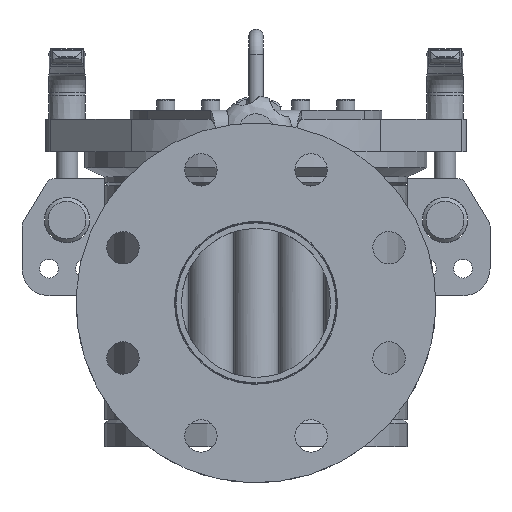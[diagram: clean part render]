
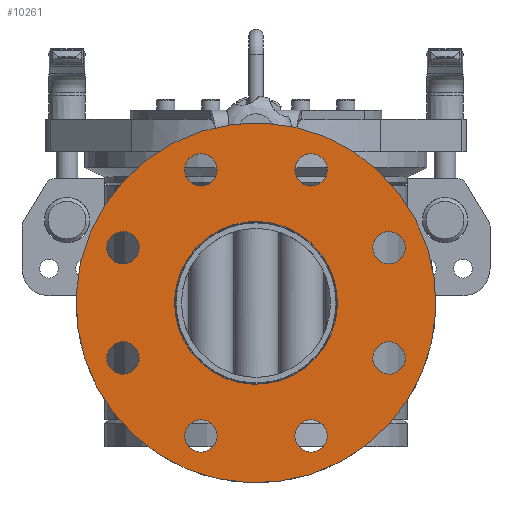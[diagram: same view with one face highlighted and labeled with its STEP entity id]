
A CAD part, front view. The second image highlights one B-rep face of the part: STEP entity #10261.
In plain terms, the highlighted planar face has unit normal (0, -1, 0).
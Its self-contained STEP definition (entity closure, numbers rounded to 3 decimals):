
#246=PLANE('',#10947);
#496=CIRCLE('',#10918,9.);
#498=CIRCLE('',#10921,9.);
#500=CIRCLE('',#10924,9.);
#502=CIRCLE('',#10927,9.);
#504=CIRCLE('',#10930,9.);
#506=CIRCLE('',#10933,9.);
#508=CIRCLE('',#10936,9.);
#510=CIRCLE('',#10939,9.);
#513=CIRCLE('',#10943,45.25);
#514=CIRCLE('',#10945,100.);
#2225=FACE_BOUND('',#3002,.T.);
#2226=FACE_BOUND('',#3003,.T.);
#2227=FACE_BOUND('',#3004,.T.);
#2228=FACE_BOUND('',#3005,.T.);
#2229=FACE_BOUND('',#3006,.T.);
#2230=FACE_BOUND('',#3007,.T.);
#2231=FACE_BOUND('',#3008,.T.);
#2232=FACE_BOUND('',#3009,.T.);
#2233=FACE_BOUND('',#3010,.T.);
#2382=FACE_OUTER_BOUND('',#3001,.T.);
#3001=EDGE_LOOP('',(#6585));
#3002=EDGE_LOOP('',(#6586));
#3003=EDGE_LOOP('',(#6587));
#3004=EDGE_LOOP('',(#6588));
#3005=EDGE_LOOP('',(#6589));
#3006=EDGE_LOOP('',(#6590));
#3007=EDGE_LOOP('',(#6591));
#3008=EDGE_LOOP('',(#6592));
#3009=EDGE_LOOP('',(#6593));
#3010=EDGE_LOOP('',(#6594));
#3983=VERTEX_POINT('',#15323);
#3985=VERTEX_POINT('',#15329);
#3987=VERTEX_POINT('',#15335);
#3989=VERTEX_POINT('',#15341);
#3991=VERTEX_POINT('',#15347);
#3993=VERTEX_POINT('',#15353);
#3995=VERTEX_POINT('',#15359);
#3997=VERTEX_POINT('',#15365);
#4000=VERTEX_POINT('',#15373);
#4001=VERTEX_POINT('',#15377);
#4981=EDGE_CURVE('',#3983,#3983,#496,.T.);
#4984=EDGE_CURVE('',#3985,#3985,#498,.T.);
#4987=EDGE_CURVE('',#3987,#3987,#500,.T.);
#4990=EDGE_CURVE('',#3989,#3989,#502,.T.);
#4993=EDGE_CURVE('',#3991,#3991,#504,.T.);
#4996=EDGE_CURVE('',#3993,#3993,#506,.T.);
#4999=EDGE_CURVE('',#3995,#3995,#508,.T.);
#5002=EDGE_CURVE('',#3997,#3997,#510,.T.);
#5007=EDGE_CURVE('',#4000,#4000,#513,.T.);
#5008=EDGE_CURVE('',#4001,#4001,#514,.T.);
#6585=ORIENTED_EDGE('',*,*,#5008,.F.);
#6586=ORIENTED_EDGE('',*,*,#4981,.T.);
#6587=ORIENTED_EDGE('',*,*,#4984,.T.);
#6588=ORIENTED_EDGE('',*,*,#4987,.T.);
#6589=ORIENTED_EDGE('',*,*,#4990,.T.);
#6590=ORIENTED_EDGE('',*,*,#4993,.T.);
#6591=ORIENTED_EDGE('',*,*,#4996,.T.);
#6592=ORIENTED_EDGE('',*,*,#4999,.T.);
#6593=ORIENTED_EDGE('',*,*,#5002,.T.);
#6594=ORIENTED_EDGE('',*,*,#5007,.T.);
#10261=ADVANCED_FACE('',(#2382,#2225,#2226,#2227,#2228,#2229,#2230,#2231,
#2232,#2233),#246,.F.);
#10918=AXIS2_PLACEMENT_3D('',#15324,#12223,#12224);
#10921=AXIS2_PLACEMENT_3D('',#15330,#12230,#12231);
#10924=AXIS2_PLACEMENT_3D('',#15336,#12237,#12238);
#10927=AXIS2_PLACEMENT_3D('',#15342,#12244,#12245);
#10930=AXIS2_PLACEMENT_3D('',#15348,#12251,#12252);
#10933=AXIS2_PLACEMENT_3D('',#15354,#12258,#12259);
#10936=AXIS2_PLACEMENT_3D('',#15360,#12265,#12266);
#10939=AXIS2_PLACEMENT_3D('',#15366,#12272,#12273);
#10943=AXIS2_PLACEMENT_3D('',#15375,#12282,#12283);
#10945=AXIS2_PLACEMENT_3D('',#15378,#12286,#12287);
#10947=AXIS2_PLACEMENT_3D('',#15382,#12291,#12292);
#12223=DIRECTION('center_axis',(0.,1.,0.));
#12224=DIRECTION('ref_axis',(-0.924,0.,-0.383));
#12230=DIRECTION('center_axis',(0.,1.,0.));
#12231=DIRECTION('ref_axis',(-0.924,0.,0.383));
#12237=DIRECTION('center_axis',(0.,1.,0.));
#12238=DIRECTION('ref_axis',(-0.383,0.,0.924));
#12244=DIRECTION('center_axis',(0.,1.,0.));
#12245=DIRECTION('ref_axis',(0.383,0.,0.924));
#12251=DIRECTION('center_axis',(0.,1.,0.));
#12252=DIRECTION('ref_axis',(0.924,0.,0.383));
#12258=DIRECTION('center_axis',(0.,1.,0.));
#12259=DIRECTION('ref_axis',(0.924,0.,-0.383));
#12265=DIRECTION('center_axis',(0.,1.,0.));
#12266=DIRECTION('ref_axis',(0.383,0.,-0.924));
#12272=DIRECTION('center_axis',(0.,1.,0.));
#12273=DIRECTION('ref_axis',(-0.383,0.,-0.924));
#12282=DIRECTION('center_axis',(0.,1.,0.));
#12283=DIRECTION('ref_axis',(-0.383,0.,-0.924));
#12286=DIRECTION('center_axis',(0.,1.,0.));
#12287=DIRECTION('ref_axis',(-0.383,0.,-0.924));
#12291=DIRECTION('center_axis',(0.,1.,0.));
#12292=DIRECTION('ref_axis',(-0.383,0.,-0.924));
#15323=CARTESIAN_POINT('',(-22.3,-150.,-6.645));
#15324=CARTESIAN_POINT('Origin',(-30.615,-150.,-10.09));
#15329=CARTESIAN_POINT('',(38.93,-150.,-13.534));
#15330=CARTESIAN_POINT('Origin',(30.615,-150.,-10.09));
#15335=CARTESIAN_POINT('',(77.355,-150.,-61.7));
#15336=CARTESIAN_POINT('Origin',(73.91,-150.,-53.385));
#15341=CARTESIAN_POINT('',(70.466,-150.,-122.93));
#15342=CARTESIAN_POINT('Origin',(73.91,-150.,-114.615));
#15347=CARTESIAN_POINT('',(22.3,-150.,-161.355));
#15348=CARTESIAN_POINT('Origin',(30.615,-150.,-157.91));
#15353=CARTESIAN_POINT('',(-38.93,-150.,-154.466));
#15354=CARTESIAN_POINT('Origin',(-30.615,-150.,-157.91));
#15359=CARTESIAN_POINT('',(-77.355,-150.,-106.3));
#15360=CARTESIAN_POINT('Origin',(-73.91,-150.,-114.615));
#15365=CARTESIAN_POINT('',(-70.466,-150.,-45.07));
#15366=CARTESIAN_POINT('Origin',(-73.91,-150.,-53.385));
#15373=CARTESIAN_POINT('',(17.316,-150.,-42.194));
#15375=CARTESIAN_POINT('Origin',(0.,-150.,-84.));
#15377=CARTESIAN_POINT('',(38.268,-150.,8.388));
#15378=CARTESIAN_POINT('Origin',(0.,-150.,-84.));
#15382=CARTESIAN_POINT('Origin',(0.,-150.,-84.));
